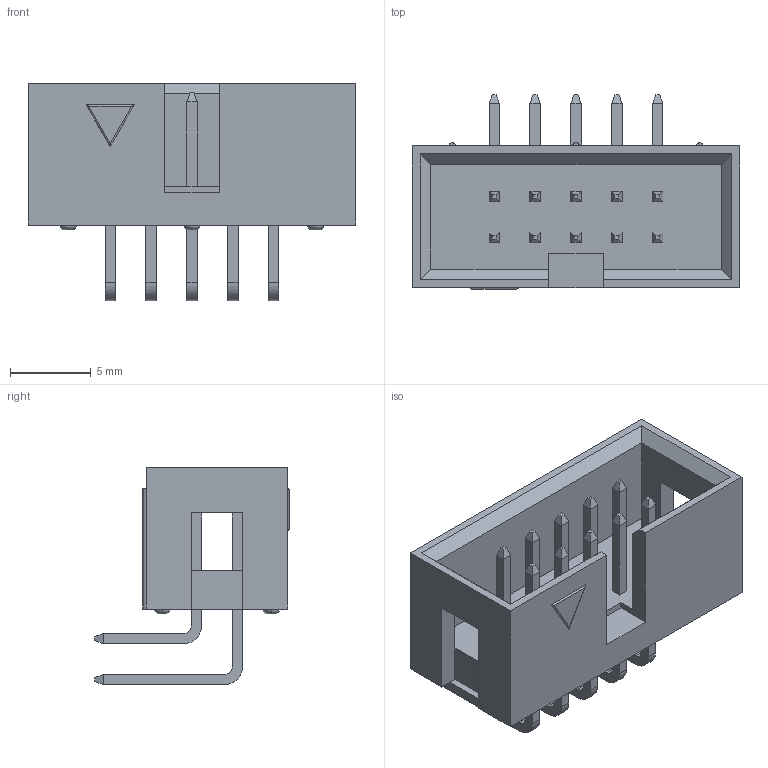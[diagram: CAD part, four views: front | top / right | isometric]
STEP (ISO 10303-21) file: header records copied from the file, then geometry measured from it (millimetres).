
FILE_DESCRIPTION (( 'STEP AP214' ), '1' );
FILE_NAME ('TYCO_1-1634689-0_IDC10_RA.STEP', '2010-03-29T16:19:46', ( '.' ), ( '.' ), 'SwSTEP 2.0', 'SolidWorks 2008', '' );
FILE_SCHEMA (( 'AUTOMOTIVE_DESIGN' ));
Length unit declared in the file: millimetre
Products named in the file (1): TYCO_1-1634689-0_IDC10_RA
Bounding box: 20.35 x 12.1 x 13.5 mm (x, y, z)
Volume: 809.8 mm3; surface area: 1531 mm2
Topology: 1 solids, 1 shells, 277 faces, 668 edges, 416 vertices
Faces by surface type: plane 239, cylinder 26, torus 12
Entity records: 10938 total; most frequent: CARTESIAN_POINT 1371, ORIENTED_EDGE 1336, DIRECTION 1303, EDGE_CURVE 668, VECTOR 583, LINE 583, VERTEX_POINT 416, AXIS2_PLACEMENT_3D 360
